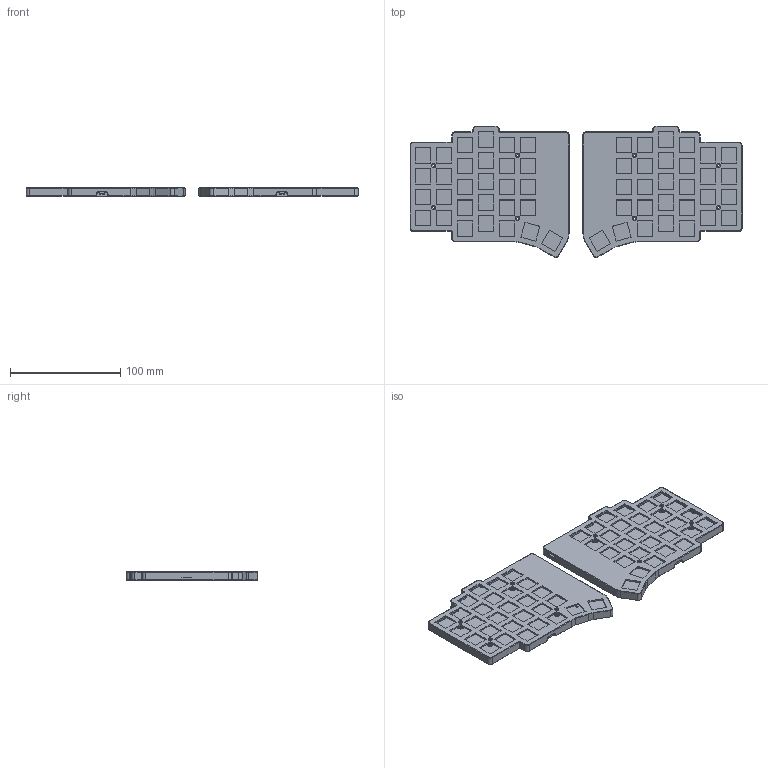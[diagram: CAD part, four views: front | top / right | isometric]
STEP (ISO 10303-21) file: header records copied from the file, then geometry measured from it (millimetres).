
FILE_DESCRIPTION(('FreeCAD Model'),'2;1');
FILE_NAME('Open CASCADE Shape Model','2025-01-13T12:40:07',(''),(''), 'Open CASCADE STEP processor 7.6','FreeCAD','Unknown');
FILE_SCHEMA(('AUTOMOTIVE_DESIGN { 1 0 10303 214 1 1 1 1 }'));
Length unit declared in the file: millimetre
Products named in the file (5): Enclosure_L; Bottom; Top-Mirrored; Bottom-Mirrored; Top
Assembly tree (4 placements, depth 2):
  Enclosure_L
    Bottom
    Top-Mirrored
    Bottom-Mirrored
    Top
Bounding box: 301 x 118.98 x 7.9 mm (x, y, z)
Volume: 93567.4 mm3; surface area: 109370.3 mm2
Topology: 4 solids, 4 shells, 1574 faces, 4208 edges, 2732 vertices
Faces by surface type: plane 954, cylinder 488, cone 108, torus 16, revolution 8
Full cylindrical faces by diameter (mm): 2.2 x16, 3.8 x8, 4.2 x8
Entity records: 49342 total; most frequent: CARTESIAN_POINT 8575, DIRECTION 8502, ORIENTED_EDGE 8416, EDGE_CURVE 4208, LINE 3064, VECTOR 3064, VERTEX_POINT 2732, AXIS2_PLACEMENT_3D 2715
